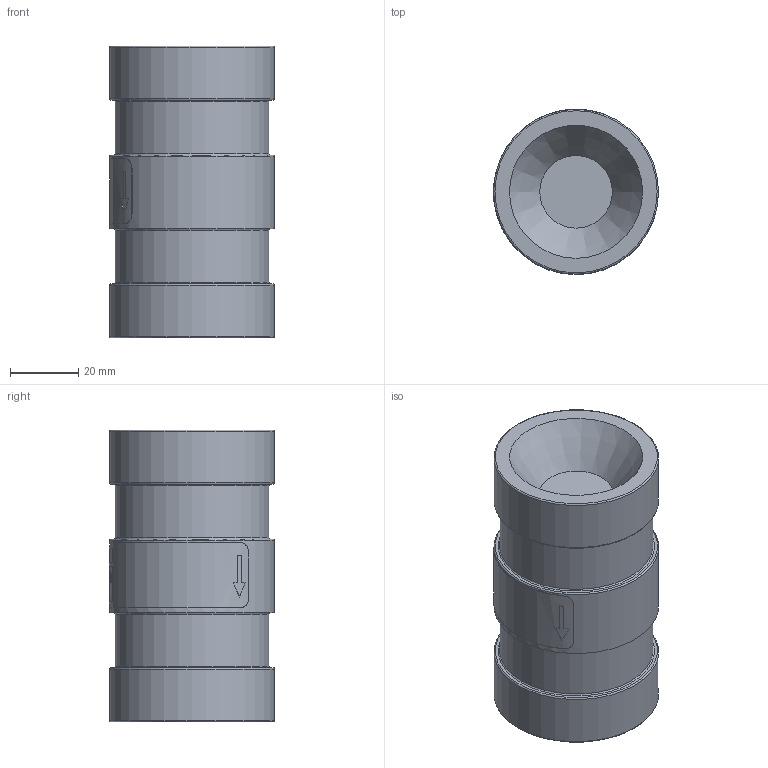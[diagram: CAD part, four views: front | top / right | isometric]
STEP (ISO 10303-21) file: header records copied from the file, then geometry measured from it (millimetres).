
FILE_DESCRIPTION(/* description */ (''),/* implementation_level */ '2;1');
FILE_NAME(/* name */ '180H0047',/* time_stamp */ '2006-08-14T10:07:54+02:00',/* author */ (''),/* organization */ (''),/* preprocessor_version */ 'ST-DEVELOPER v9',/* originating_system */ 'UGS - NX 4.0',/* authorisation */ '');
FILE_SCHEMA (('CONFIG_CONTROL_DESIGN'));
Length unit declared in the file: millimetre
Products named in the file (1): F124EA5Az7p5
Bounding box: 48.33 x 48.38 x 85.5 mm (x, y, z)
Volume: 134906.7 mm3; surface area: 18485.8 mm2
Topology: 1 solids, 1 shells, 148 faces, 377 edges, 249 vertices
Faces by surface type: plane 59, extrusion 43, cylinder 33, torus 9, cone 4
Full cylindrical faces by diameter (mm): 4.2 x2, 24 x1, 36.8 x1, 45 x2, 48.3 x3
Entity records: 7614 total; most frequent: CARTESIAN_POINT 4181, ORIENTED_EDGE 696, DIRECTION 603, EDGE_CURVE 348, VERTEX_POINT 244, AXIS2_PLACEMENT_3D 218, EDGE_LOOP 188, VECTOR 167
